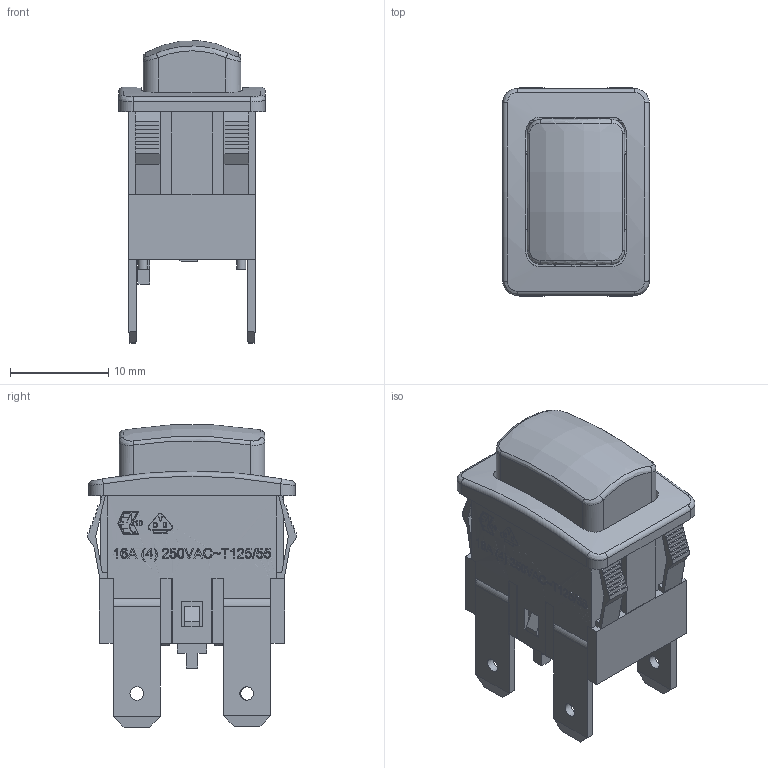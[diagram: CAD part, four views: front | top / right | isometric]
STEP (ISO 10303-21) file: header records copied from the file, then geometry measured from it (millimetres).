
FILE_DESCRIPTION((' '),'2;1');
FILE_NAME('PA412Cx000-1xx.stp','2017-07-27T08:28:51',(' '),(' '),' ','ACIS',' ');
FILE_SCHEMA(('CONFIG_CONTROL_DESIGN'));
Length unit declared in the file: inch
Products named in the file (1): PA412Cx000-1xx.stp
Bounding box: 14.9 x 21.2 x 30.71 mm (x, y, z)
Volume: 2619.9 mm3; surface area: 6185.5 mm2
Topology: 1 solids, 1 shells, 1493 faces, 3993 edges, 2532 vertices
Faces by surface type: plane 1100, bspline 273, cylinder 115, torus 5
Full cylindrical faces by diameter (mm): 0.95 x4, 1.4 x4, 2.5 x2, 3 x1
Entity records: 48076 total; most frequent: CARTESIAN_POINT 12521, ORIENTED_EDGE 7952, DIRECTION 6129, EDGE_CURVE 3976, VECTOR 3155, LINE 3155, VERTEX_POINT 2529, EDGE_LOOP 1627
